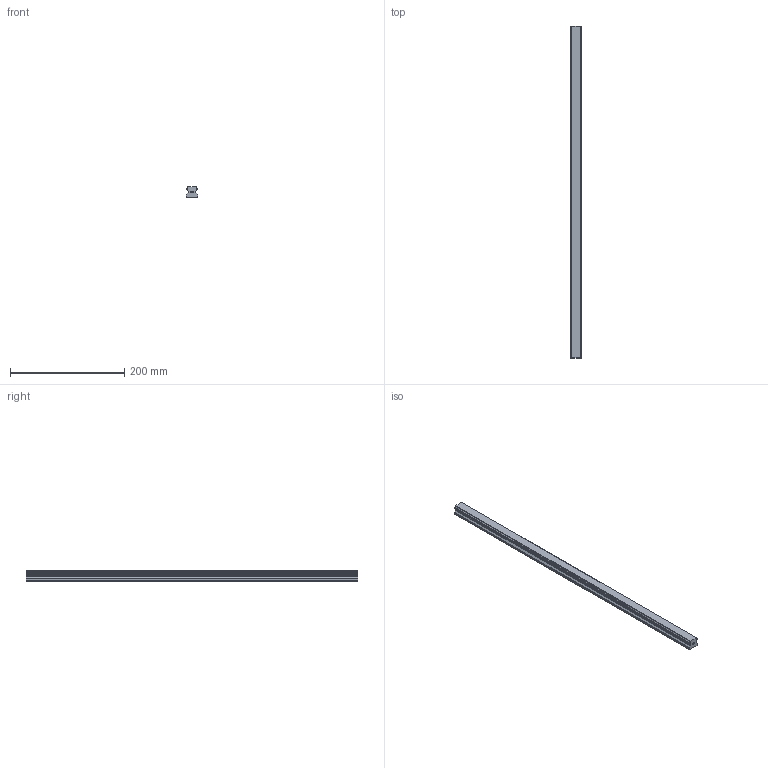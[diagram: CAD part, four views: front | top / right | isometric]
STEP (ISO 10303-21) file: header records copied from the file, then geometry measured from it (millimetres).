
FILE_DESCRIPTION(('STEP AP214'),'1');
FILE_NAME('cctmp_2D012720-D8DF-4046-97B8-D4565F317E30_2021_01_21_15_37_25_0967..stp','2021-01-21T14:37:26',('HIWIN GmbH'),('CADClick - www.CADClick.com'),'Spatial InterOp 3D',' ','unknown authorization');
FILE_SCHEMA(('AUTOMOTIVE_DESIGN'));
Length unit declared in the file: millimetre
Products named in the file (1): HGR20T580C_FILE
Bounding box: 20 x 580 x 17.5 mm (x, y, z)
Volume: 171228.9 mm3; surface area: 46766.8 mm2
Topology: 1 solids, 1 shells, 147 faces, 403 edges, 252 vertices
Faces by surface type: plane 85, cylinder 42, cone 20
Entity records: 5681 total; most frequent: CARTESIAN_POINT 783, ORIENTED_EDGE 766, DIRECTION 763, EDGE_CURVE 383, LINE 299, VECTOR 299, VERTEX_POINT 252, AXIS2_PLACEMENT_3D 232
